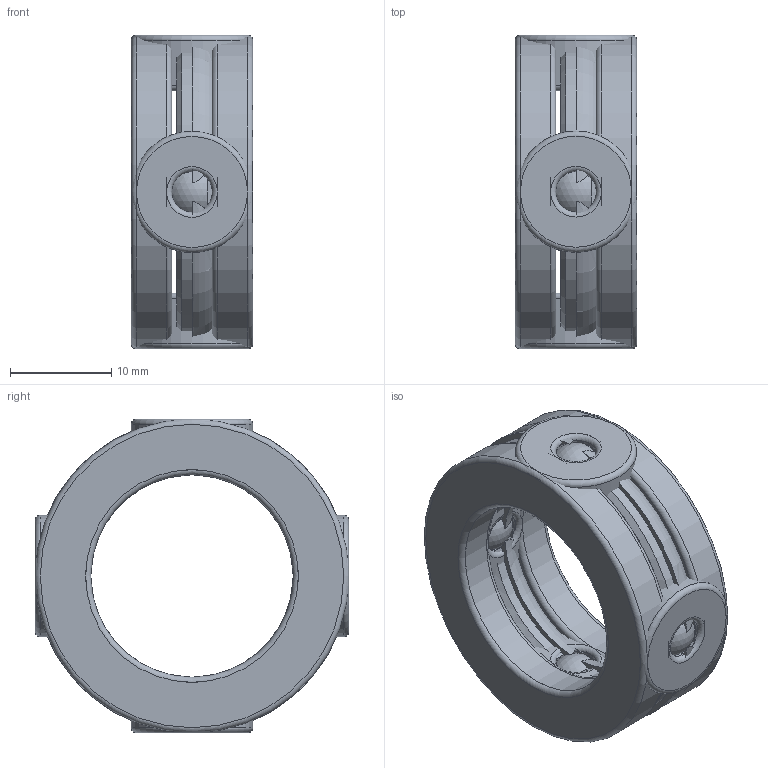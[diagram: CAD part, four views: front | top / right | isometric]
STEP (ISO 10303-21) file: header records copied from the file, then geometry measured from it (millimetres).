
FILE_DESCRIPTION (( 'STEP AP203' ), '1' );
FILE_NAME ('2902-ABB.step', '2017-03-07T16:42:52', ( '' ), ( '' ), 'SwSTEP 2.0', 'SolidWorks 2017', '' );
FILE_SCHEMA (( 'CONFIG_CONTROL_DESIGN' ));
Length unit declared in the file: inch
Products named in the file (1): 2902-ABB
Bounding box: 11.99 x 31.02 x 31.02 mm (x, y, z)
Volume: 6491.1 mm3; surface area: 6279 mm2
Topology: 7 solids, 11 shells, 127 faces, 256 edges, 160 vertices
Faces by surface type: plane 39, cylinder 36, torus 28, cone 16, sphere 8
Full cylindrical faces by diameter (mm): 2.997 x4, 3.996 x8, 11.989 x4, 19.99 x2, 30.988 x2
Entity records: 3213 total; most frequent: CARTESIAN_POINT 644, DIRECTION 572, ORIENTED_EDGE 396, AXIS2_PLACEMENT_3D 278, EDGE_CURVE 198, EDGE_LOOP 198, FACE_OUTER_BOUND 175, VERTEX_POINT 158
